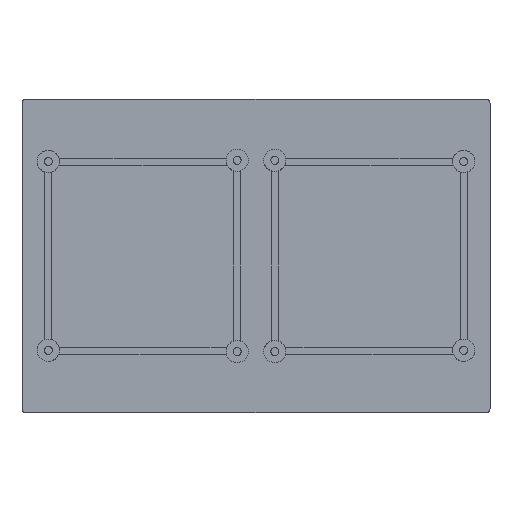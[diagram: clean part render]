
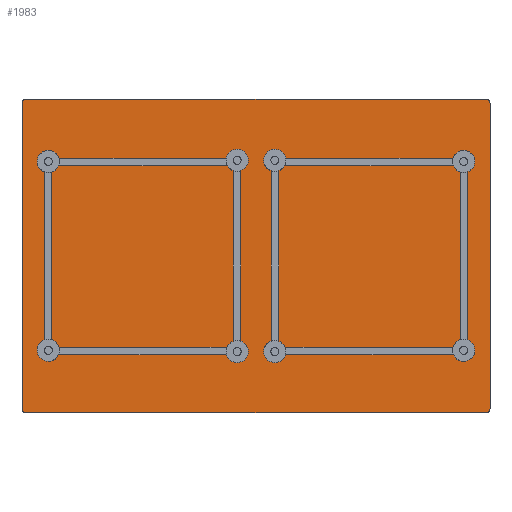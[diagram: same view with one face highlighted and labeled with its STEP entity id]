
A CAD part, top view. The second image highlights one B-rep face of the part: STEP entity #1983.
In plain terms, the highlighted planar face has unit normal (0, 0, 1).
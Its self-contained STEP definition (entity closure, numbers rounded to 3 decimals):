
#88=PLANE('',#2129);
#137=FACE_OUTER_BOUND('',#253,.T.);
#253=EDGE_LOOP('',(#1313,#1314,#1315,#1316,#1317,#1318,#1319,#1320));
#379=LINE('',#3083,#507);
#382=LINE('',#3089,#510);
#383=LINE('',#3093,#511);
#384=LINE('',#3097,#512);
#507=VECTOR('',#2410,10.);
#510=VECTOR('',#2415,10.);
#511=VECTOR('',#2418,10.);
#512=VECTOR('',#2421,10.);
#634=CIRCLE('',#2127,1.);
#635=CIRCLE('',#2130,1.);
#636=CIRCLE('',#2131,1.);
#637=CIRCLE('',#2132,1.);
#787=VERTEX_POINT('',#3076);
#788=VERTEX_POINT('',#3078);
#789=VERTEX_POINT('',#3082);
#791=VERTEX_POINT('',#3088);
#792=VERTEX_POINT('',#3090);
#793=VERTEX_POINT('',#3092);
#794=VERTEX_POINT('',#3094);
#795=VERTEX_POINT('',#3096);
#995=EDGE_CURVE('',#787,#788,#634,.T.);
#997=EDGE_CURVE('',#788,#789,#379,.T.);
#1000=EDGE_CURVE('',#791,#787,#382,.T.);
#1001=EDGE_CURVE('',#792,#791,#635,.T.);
#1002=EDGE_CURVE('',#793,#792,#383,.T.);
#1003=EDGE_CURVE('',#794,#793,#636,.T.);
#1004=EDGE_CURVE('',#795,#794,#384,.T.);
#1005=EDGE_CURVE('',#789,#795,#637,.T.);
#1313=ORIENTED_EDGE('',*,*,#995,.F.);
#1314=ORIENTED_EDGE('',*,*,#1000,.F.);
#1315=ORIENTED_EDGE('',*,*,#1001,.F.);
#1316=ORIENTED_EDGE('',*,*,#1002,.F.);
#1317=ORIENTED_EDGE('',*,*,#1003,.F.);
#1318=ORIENTED_EDGE('',*,*,#1004,.F.);
#1319=ORIENTED_EDGE('',*,*,#1005,.F.);
#1320=ORIENTED_EDGE('',*,*,#997,.F.);
#1983=ADVANCED_FACE('',(#137),#88,.T.);
#2127=AXIS2_PLACEMENT_3D('',#3079,#2405,#2406);
#2129=AXIS2_PLACEMENT_3D('',#3087,#2413,#2414);
#2130=AXIS2_PLACEMENT_3D('',#3091,#2416,#2417);
#2131=AXIS2_PLACEMENT_3D('',#3095,#2419,#2420);
#2132=AXIS2_PLACEMENT_3D('',#3098,#2422,#2423);
#2405=DIRECTION('center_axis',(0.,0.,-1.));
#2406=DIRECTION('ref_axis',(-0.707,0.707,0.));
#2410=DIRECTION('',(1.,0.,0.));
#2413=DIRECTION('center_axis',(0.,0.,1.));
#2414=DIRECTION('ref_axis',(1.,0.,0.));
#2415=DIRECTION('',(0.,1.,0.));
#2416=DIRECTION('center_axis',(0.,0.,-1.));
#2417=DIRECTION('ref_axis',(-0.707,-0.707,0.));
#2418=DIRECTION('',(-1.,0.,0.));
#2419=DIRECTION('center_axis',(0.,0.,-1.));
#2420=DIRECTION('ref_axis',(0.707,-0.707,0.));
#2421=DIRECTION('',(0.,-1.,0.));
#2422=DIRECTION('center_axis',(0.,0.,-1.));
#2423=DIRECTION('ref_axis',(0.707,0.707,0.));
#3076=CARTESIAN_POINT('',(-63.5,41.5,0.));
#3078=CARTESIAN_POINT('',(-62.5,42.5,0.));
#3079=CARTESIAN_POINT('Origin',(-62.5,41.5,0.));
#3082=CARTESIAN_POINT('',(62.5,42.5,0.));
#3083=CARTESIAN_POINT('',(-63.5,42.5,0.));
#3087=CARTESIAN_POINT('Origin',(0.,0.,0.));
#3088=CARTESIAN_POINT('',(-63.5,-41.5,0.));
#3089=CARTESIAN_POINT('',(-63.5,-42.5,0.));
#3090=CARTESIAN_POINT('',(-62.5,-42.5,0.));
#3091=CARTESIAN_POINT('Origin',(-62.5,-41.5,0.));
#3092=CARTESIAN_POINT('',(62.5,-42.5,0.));
#3093=CARTESIAN_POINT('',(63.5,-42.5,0.));
#3094=CARTESIAN_POINT('',(63.5,-41.5,0.));
#3095=CARTESIAN_POINT('Origin',(62.5,-41.5,0.));
#3096=CARTESIAN_POINT('',(63.5,41.5,0.));
#3097=CARTESIAN_POINT('',(63.5,42.5,0.));
#3098=CARTESIAN_POINT('Origin',(62.5,41.5,0.));
